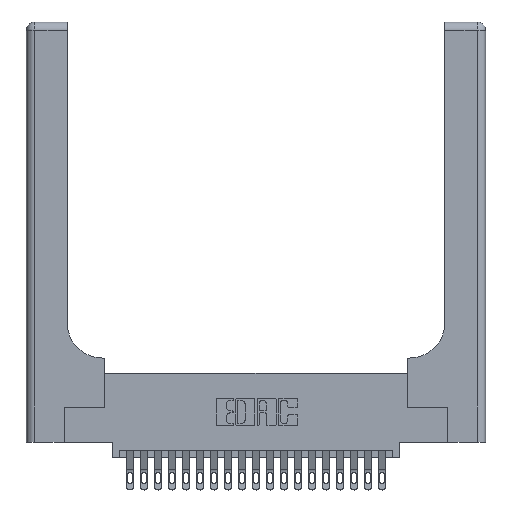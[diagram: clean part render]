
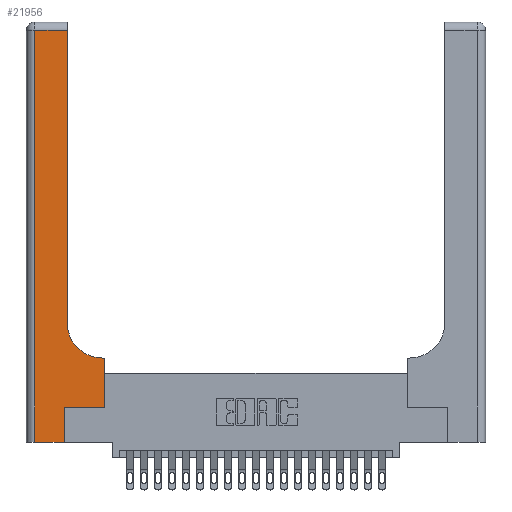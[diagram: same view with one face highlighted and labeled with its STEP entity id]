
A CAD part, top view. The second image highlights one B-rep face of the part: STEP entity #21956.
In plain terms, the highlighted planar face has unit normal (0, 0, 1).
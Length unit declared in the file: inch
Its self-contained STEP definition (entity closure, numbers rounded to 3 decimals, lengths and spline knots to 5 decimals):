
#861 = EDGE_CURVE ( 'NONE', #20978, #16685, #9335, .T. ) ;
#1504 = ORIENTED_EDGE ( 'NONE', *, *, #861, .T. ) ;
#1626 = AXIS2_PLACEMENT_3D ( 'NONE', #23025, #19281, #2810 ) ;
#1825 = LINE ( 'NONE', #18213, #5532 ) ;
#1943 = ORIENTED_EDGE ( 'NONE', *, *, #10573, .T. ) ;
#2129 = CARTESIAN_POINT ( 'NONE',  ( 0.06, 3., 0.37 ) ) ;
#2810 = DIRECTION ( 'NONE',  ( -1., 0., 0. ) ) ;
#3035 = EDGE_CURVE ( 'NONE', #16685, #22155, #22741, .T. ) ;
#3487 = DIRECTION ( 'NONE',  ( 0., 0., -1. ) ) ;
#3569 = VERTEX_POINT ( 'NONE', #3694 ) ;
#3694 = CARTESIAN_POINT ( 'NONE',  ( 0.269, 0., 0.37 ) ) ;
#3939 = CARTESIAN_POINT ( 'NONE',  ( 0.2915, 3., 0.37 ) ) ;
#4017 = VECTOR ( 'NONE', #5868, 39.37008 ) ;
#4114 = EDGE_CURVE ( 'NONE', #6860, #3569, #10682, .T. ) ;
#4434 = VECTOR ( 'NONE', #5121, 39.37008 ) ;
#5115 = FACE_OUTER_BOUND ( 'NONE', #19910, .T. ) ;
#5121 = DIRECTION ( 'NONE',  ( 0., 1., 0. ) ) ;
#5189 = CARTESIAN_POINT ( 'NONE',  ( 0.2915, 0.6, 0.37 ) ) ;
#5278 = CARTESIAN_POINT ( 'NONE',  ( 0., 2.94, 0.37 ) ) ;
#5532 = VECTOR ( 'NONE', #14256, 39.37008 ) ;
#5732 = LINE ( 'NONE', #5278, #22885 ) ;
#5868 = DIRECTION ( 'NONE',  ( 0., -1., 0. ) ) ;
#6433 = DIRECTION ( 'NONE',  ( 1., 0., 0. ) ) ;
#6679 = EDGE_CURVE ( 'NONE', #13909, #16824, #5732, .T. ) ;
#6860 = VERTEX_POINT ( 'NONE', #22688 ) ;
#7639 = ORIENTED_EDGE ( 'NONE', *, *, #13248, .T. ) ;
#7761 = CARTESIAN_POINT ( 'NONE',  ( 0.269, 0.25, 0.37 ) ) ;
#8182 = ORIENTED_EDGE ( 'NONE', *, *, #10577, .T. ) ;
#8357 = VECTOR ( 'NONE', #14934, 39.37008 ) ;
#8605 = CARTESIAN_POINT ( 'NONE',  ( 0.5585, 0.6, 0.37 ) ) ;
#9335 = LINE ( 'NONE', #11877, #18418 ) ;
#9407 = CARTESIAN_POINT ( 'NONE',  ( 0.06, 2.94, 0.37 ) ) ;
#9442 = CARTESIAN_POINT ( 'NONE',  ( 0., 0., 0.37 ) ) ;
#10573 = EDGE_CURVE ( 'NONE', #16824, #6860, #13725, .T. ) ;
#10577 = EDGE_CURVE ( 'NONE', #15882, #13909, #21124, .T. ) ;
#10653 = CARTESIAN_POINT ( 'NONE',  ( 0.2915, 2.94, 0.37 ) ) ;
#10682 = LINE ( 'NONE', #9442, #8357 ) ;
#11877 = CARTESIAN_POINT ( 'NONE',  ( 0.269, 0.25, 0.37 ) ) ;
#13067 = ORIENTED_EDGE ( 'NONE', *, *, #6679, .T. ) ;
#13248 = EDGE_CURVE ( 'NONE', #22155, #20358, #19279, .T. ) ;
#13725 = LINE ( 'NONE', #2129, #4017 ) ;
#13909 = VERTEX_POINT ( 'NONE', #10653 ) ;
#14256 = DIRECTION ( 'NONE',  ( 0., 1., 0. ) ) ;
#14273 = CARTESIAN_POINT ( 'NONE',  ( 0.5415, 0.85, 0.37 ) ) ;
#14661 = ORIENTED_EDGE ( 'NONE', *, *, #14894, .T. ) ;
#14894 = EDGE_CURVE ( 'NONE', #20358, #15882, #20093, .T. ) ;
#14934 = DIRECTION ( 'NONE',  ( 1., 0., 0. ) ) ;
#15293 = ORIENTED_EDGE ( 'NONE', *, *, #4114, .T. ) ;
#15882 = VERTEX_POINT ( 'NONE', #19275 ) ;
#16685 = VERTEX_POINT ( 'NONE', #21742 ) ;
#16824 = VERTEX_POINT ( 'NONE', #9407 ) ;
#17922 = DIRECTION ( 'NONE',  ( 1., 0., 0. ) ) ;
#18213 = CARTESIAN_POINT ( 'NONE',  ( 0.269, 0., 0.37 ) ) ;
#18288 = DIRECTION ( 'NONE',  ( 0., 1., 0. ) ) ;
#18418 = VECTOR ( 'NONE', #6433, 39.37008 ) ;
#18419 = CARTESIAN_POINT ( 'NONE',  ( 0.5415, 0.6, 0.37 ) ) ;
#18500 = DIRECTION ( 'NONE',  ( -1., 0., 0. ) ) ;
#19275 = CARTESIAN_POINT ( 'NONE',  ( 0.2915, 0.85, 0.37 ) ) ;
#19279 = LINE ( 'NONE', #5189, #23640 ) ;
#19281 = DIRECTION ( 'NONE',  ( 0., 0., -1. ) ) ;
#19370 = ORIENTED_EDGE ( 'NONE', *, *, #3035, .T. ) ;
#19565 = EDGE_CURVE ( 'NONE', #3569, #20978, #1825, .T. ) ;
#19833 = AXIS2_PLACEMENT_3D ( 'NONE', #14273, #3487, #17922 ) ;
#19910 = EDGE_LOOP ( 'NONE', ( #8182, #13067, #1943, #15293, #21724, #1504, #19370, #7639, #14661 ) ) ;
#20093 = CIRCLE ( 'NONE', #19833, 0.25 ) ;
#20358 = VERTEX_POINT ( 'NONE', #18419 ) ;
#20978 = VERTEX_POINT ( 'NONE', #7761 ) ;
#21124 = LINE ( 'NONE', #3939, #22605 ) ;
#21724 = ORIENTED_EDGE ( 'NONE', *, *, #19565, .T. ) ;
#21742 = CARTESIAN_POINT ( 'NONE',  ( 0.5585, 0.25, 0.37 ) ) ;
#21956 = ADVANCED_FACE ( 'NONE', ( #5115 ), #22933, .F. ) ;
#22155 = VERTEX_POINT ( 'NONE', #8605 ) ;
#22605 = VECTOR ( 'NONE', #18288, 39.37008 ) ;
#22688 = CARTESIAN_POINT ( 'NONE',  ( 0.06, 0., 0.37 ) ) ;
#22741 = LINE ( 'NONE', #23181, #4434 ) ;
#22885 = VECTOR ( 'NONE', #18500, 39.37008 ) ;
#22933 = PLANE ( 'NONE',  #1626 ) ;
#23025 = CARTESIAN_POINT ( 'NONE',  ( 0., 3., 0.37 ) ) ;
#23179 = DIRECTION ( 'NONE',  ( -1., 0., 0. ) ) ;
#23181 = CARTESIAN_POINT ( 'NONE',  ( 0.5585, 0.25, 0.37 ) ) ;
#23640 = VECTOR ( 'NONE', #23179, 39.37008 ) ;
